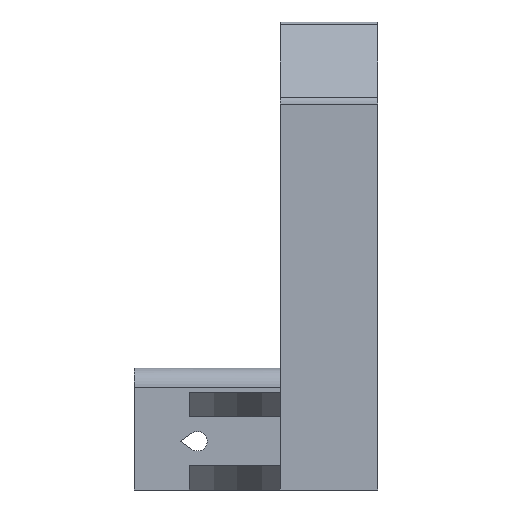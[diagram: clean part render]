
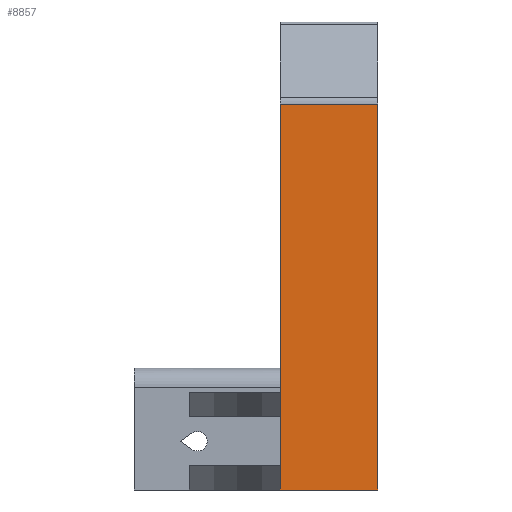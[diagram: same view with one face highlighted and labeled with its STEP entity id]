
A CAD part, front view. The second image highlights one B-rep face of the part: STEP entity #8857.
In plain terms, the highlighted planar face has unit normal (0, -1, 0).
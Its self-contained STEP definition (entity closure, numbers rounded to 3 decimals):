
#43 = PLANE('',#44);
#44 = AXIS2_PLACEMENT_3D('',#45,#46,#47);
#45 = CARTESIAN_POINT('',(-20.,0.,86.));
#46 = DIRECTION('',(-1.,0.,0.));
#47 = DIRECTION('',(0.,0.,-1.));
#3802 = VERTEX_POINT('',#3803);
#3803 = CARTESIAN_POINT('',(-20.,-79.,-10.));
#3817 = PLANE('',#3818);
#3818 = AXIS2_PLACEMENT_3D('',#3819,#3820,#3821);
#3819 = CARTESIAN_POINT('',(-17.457,-38.015,-10.));
#3820 = DIRECTION('',(0.,0.,1.));
#3821 = DIRECTION('',(1.,0.,0.));
#3829 = EDGE_CURVE('',#3830,#3802,#3832,.T.);
#3830 = VERTEX_POINT('',#3831);
#3831 = CARTESIAN_POINT('',(-20.,-79.,69.172));
#3832 = SURFACE_CURVE('',#3833,(#3837,#3844),.PCURVE_S1.);
#3833 = LINE('',#3834,#3835);
#3834 = CARTESIAN_POINT('',(-20.,-79.,86.));
#3835 = VECTOR('',#3836,1.);
#3836 = DIRECTION('',(0.,0.,-1.));
#3837 = PCURVE('',#43,#3838);
#3838 = DEFINITIONAL_REPRESENTATION('',(#3839),#3843);
#3839 = LINE('',#3840,#3841);
#3840 = CARTESIAN_POINT('',(0.,79.));
#3841 = VECTOR('',#3842,1.);
#3842 = DIRECTION('',(1.,0.));
#3843 = ( GEOMETRIC_REPRESENTATION_CONTEXT(2) 
PARAMETRIC_REPRESENTATION_CONTEXT() REPRESENTATION_CONTEXT('2D SPACE',''
  ) );
#3844 = PCURVE('',#3845,#3850);
#3845 = PLANE('',#3846);
#3846 = AXIS2_PLACEMENT_3D('',#3847,#3848,#3849);
#3847 = CARTESIAN_POINT('',(0.,-79.,86.));
#3848 = DIRECTION('',(0.,-1.,0.));
#3849 = DIRECTION('',(0.,0.,-1.));
#3850 = DEFINITIONAL_REPRESENTATION('',(#3851),#3855);
#3851 = LINE('',#3852,#3853);
#3852 = CARTESIAN_POINT('',(0.,-20.));
#3853 = VECTOR('',#3854,1.);
#3854 = DIRECTION('',(1.,0.));
#3855 = ( GEOMETRIC_REPRESENTATION_CONTEXT(2) 
PARAMETRIC_REPRESENTATION_CONTEXT() REPRESENTATION_CONTEXT('2D SPACE',''
  ) );
#3878 = CYLINDRICAL_SURFACE('',#3879,2.);
#3879 = AXIS2_PLACEMENT_3D('',#3880,#3881,#3882);
#3880 = CARTESIAN_POINT('',(0.,-77.,69.172));
#3881 = DIRECTION('',(-1.,-0.,0.));
#3882 = DIRECTION('',(0.,-0.707,0.707
    ));
#4210 = PLANE('',#4211);
#4211 = AXIS2_PLACEMENT_3D('',#4212,#4213,#4214);
#4212 = CARTESIAN_POINT('',(0.,-5.,86.));
#4213 = DIRECTION('',(-1.,0.,0.));
#4214 = DIRECTION('',(0.,0.,-1.));
#8784 = VERTEX_POINT('',#8785);
#8785 = CARTESIAN_POINT('',(0.,-79.,69.172));
#8811 = EDGE_CURVE('',#8784,#3830,#8812,.T.);
#8812 = SURFACE_CURVE('',#8813,(#8817,#8824),.PCURVE_S1.);
#8813 = LINE('',#8814,#8815);
#8814 = CARTESIAN_POINT('',(0.,-79.,69.172));
#8815 = VECTOR('',#8816,1.);
#8816 = DIRECTION('',(-1.,-0.,0.));
#8817 = PCURVE('',#3878,#8818);
#8818 = DEFINITIONAL_REPRESENTATION('',(#8819),#8823);
#8819 = LINE('',#8820,#8821);
#8820 = CARTESIAN_POINT('',(-0.785,0.));
#8821 = VECTOR('',#8822,1.);
#8822 = DIRECTION('',(-0.,1.));
#8823 = ( GEOMETRIC_REPRESENTATION_CONTEXT(2) 
PARAMETRIC_REPRESENTATION_CONTEXT() REPRESENTATION_CONTEXT('2D SPACE',''
  ) );
#8824 = PCURVE('',#3845,#8825);
#8825 = DEFINITIONAL_REPRESENTATION('',(#8826),#8830);
#8826 = LINE('',#8827,#8828);
#8827 = CARTESIAN_POINT('',(16.828,0.));
#8828 = VECTOR('',#8829,1.);
#8829 = DIRECTION('',(0.,-1.));
#8830 = ( GEOMETRIC_REPRESENTATION_CONTEXT(2) 
PARAMETRIC_REPRESENTATION_CONTEXT() REPRESENTATION_CONTEXT('2D SPACE',''
  ) );
#8857 = ADVANCED_FACE('',(#8858),#3845,.T.);
#8858 = FACE_BOUND('',#8859,.T.);
#8859 = EDGE_LOOP('',(#8860,#8883,#8884,#8885));
#8860 = ORIENTED_EDGE('',*,*,#8861,.F.);
#8861 = EDGE_CURVE('',#8784,#8862,#8864,.T.);
#8862 = VERTEX_POINT('',#8863);
#8863 = CARTESIAN_POINT('',(0.,-79.,-10.));
#8864 = SURFACE_CURVE('',#8865,(#8869,#8876),.PCURVE_S1.);
#8865 = LINE('',#8866,#8867);
#8866 = CARTESIAN_POINT('',(0.,-79.,86.));
#8867 = VECTOR('',#8868,1.);
#8868 = DIRECTION('',(0.,0.,-1.));
#8869 = PCURVE('',#3845,#8870);
#8870 = DEFINITIONAL_REPRESENTATION('',(#8871),#8875);
#8871 = LINE('',#8872,#8873);
#8872 = CARTESIAN_POINT('',(0.,0.));
#8873 = VECTOR('',#8874,1.);
#8874 = DIRECTION('',(1.,0.));
#8875 = ( GEOMETRIC_REPRESENTATION_CONTEXT(2) 
PARAMETRIC_REPRESENTATION_CONTEXT() REPRESENTATION_CONTEXT('2D SPACE',''
  ) );
#8876 = PCURVE('',#4210,#8877);
#8877 = DEFINITIONAL_REPRESENTATION('',(#8878),#8882);
#8878 = LINE('',#8879,#8880);
#8879 = CARTESIAN_POINT('',(0.,74.));
#8880 = VECTOR('',#8881,1.);
#8881 = DIRECTION('',(1.,0.));
#8882 = ( GEOMETRIC_REPRESENTATION_CONTEXT(2) 
PARAMETRIC_REPRESENTATION_CONTEXT() REPRESENTATION_CONTEXT('2D SPACE',''
  ) );
#8883 = ORIENTED_EDGE('',*,*,#8811,.T.);
#8884 = ORIENTED_EDGE('',*,*,#3829,.T.);
#8885 = ORIENTED_EDGE('',*,*,#8886,.F.);
#8886 = EDGE_CURVE('',#8862,#3802,#8887,.T.);
#8887 = SURFACE_CURVE('',#8888,(#8892,#8899),.PCURVE_S1.);
#8888 = LINE('',#8889,#8890);
#8889 = CARTESIAN_POINT('',(0.,-79.,-10.));
#8890 = VECTOR('',#8891,1.);
#8891 = DIRECTION('',(-1.,-0.,0.));
#8892 = PCURVE('',#3845,#8893);
#8893 = DEFINITIONAL_REPRESENTATION('',(#8894),#8898);
#8894 = LINE('',#8895,#8896);
#8895 = CARTESIAN_POINT('',(96.,0.));
#8896 = VECTOR('',#8897,1.);
#8897 = DIRECTION('',(0.,-1.));
#8898 = ( GEOMETRIC_REPRESENTATION_CONTEXT(2) 
PARAMETRIC_REPRESENTATION_CONTEXT() REPRESENTATION_CONTEXT('2D SPACE',''
  ) );
#8899 = PCURVE('',#3817,#8900);
#8900 = DEFINITIONAL_REPRESENTATION('',(#8901),#8905);
#8901 = LINE('',#8902,#8903);
#8902 = CARTESIAN_POINT('',(17.457,-40.985));
#8903 = VECTOR('',#8904,1.);
#8904 = DIRECTION('',(-1.,0.));
#8905 = ( GEOMETRIC_REPRESENTATION_CONTEXT(2) 
PARAMETRIC_REPRESENTATION_CONTEXT() REPRESENTATION_CONTEXT('2D SPACE',''
  ) );
